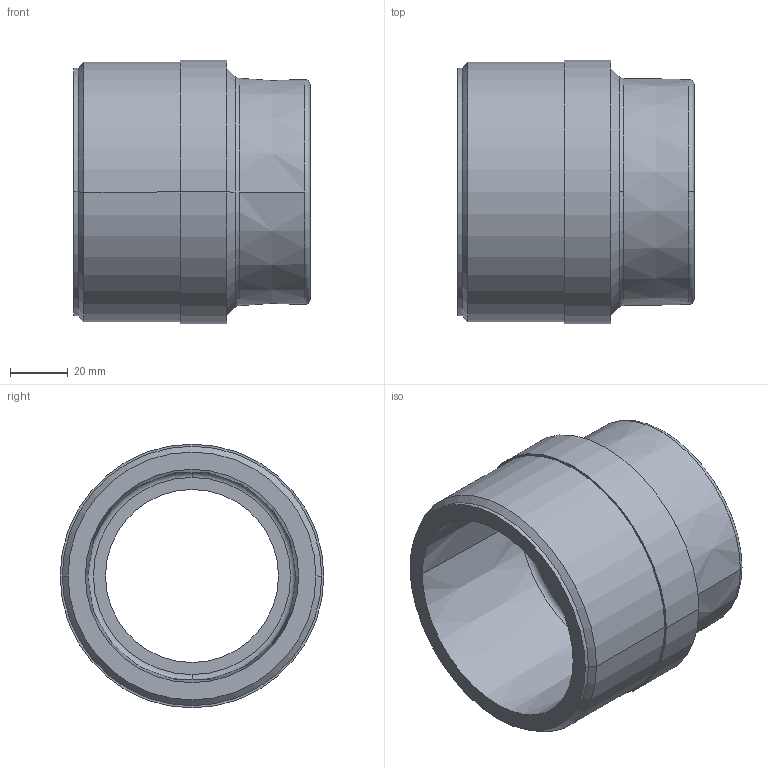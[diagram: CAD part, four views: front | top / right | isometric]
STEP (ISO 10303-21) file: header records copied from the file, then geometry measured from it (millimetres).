
FILE_DESCRIPTION(('STEP AP214'),'1');
FILE_NAME('rim090063.stp','2018-01-17T09:59:13',('TraceParts'),('TraceParts S.A.'),'Spatial InterOp 3D',' ',' ');
FILE_SCHEMA(('automotive_design'));
Length unit declared in the file: millimetre
Products named in the file (1): rim090063
Bounding box: 82 x 91.5 x 91.5 mm (x, y, z)
Volume: 176878.6 mm3; surface area: 45706.8 mm2
Topology: 1 solids, 1 shells, 32 faces, 77 edges, 51 vertices
Faces by surface type: cylinder 10, cone 8, torus 8, plane 6
Entity records: 1256 total; most frequent: DIRECTION 202, CARTESIAN_POINT 161, ORIENTED_EDGE 154, AXIS2_PLACEMENT_3D 92, EDGE_CURVE 77, CIRCLE 59, VERTEX_POINT 51, EDGE_LOOP 38
